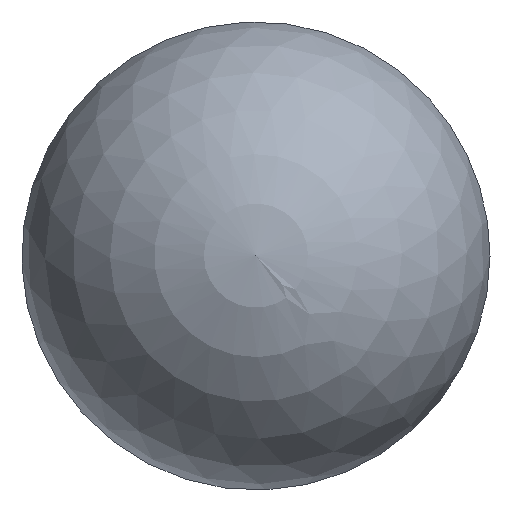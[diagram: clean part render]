
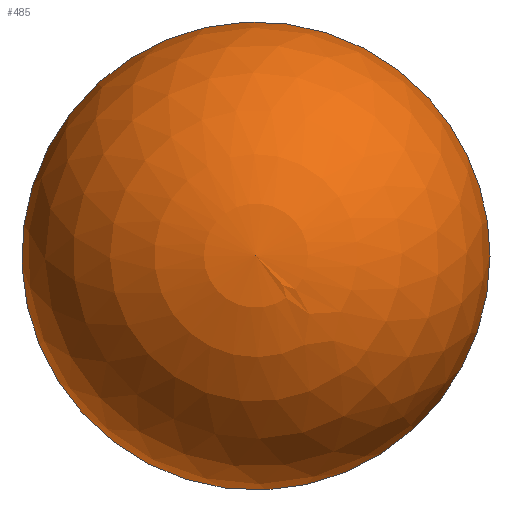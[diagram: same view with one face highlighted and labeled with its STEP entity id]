
A CAD part, top view. The second image highlights one B-rep face of the part: STEP entity #485.
In plain terms, the highlighted spherical face has radius 4.4 mm.
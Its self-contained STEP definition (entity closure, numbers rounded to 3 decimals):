
#3 = SPHERICAL_SURFACE ( 'NONE', #315, 4.4 ) ;
#16 = AXIS2_PLACEMENT_3D ( 'NONE', #363, #56, #327 ) ;
#45 = DIRECTION ( 'NONE',  ( 1., 0., 0. ) ) ;
#53 = CIRCLE ( 'NONE', #271, 4.4 ) ;
#56 = DIRECTION ( 'NONE',  ( 0., 0., -1. ) ) ;
#65 = ORIENTED_EDGE ( 'NONE', *, *, #80, .T. ) ;
#80 = EDGE_CURVE ( 'NONE', #426, #159, #53, .T. ) ;
#159 = VERTEX_POINT ( 'NONE', #274 ) ;
#166 = CARTESIAN_POINT ( 'NONE',  ( -13.756, -8.491, 5. ) ) ;
#177 = EDGE_CURVE ( 'NONE', #426, #159, #326, .T. ) ;
#202 = FACE_OUTER_BOUND ( 'NONE', #267, .T. ) ;
#267 = EDGE_LOOP ( 'NONE', ( #293, #65 ) ) ;
#271 = AXIS2_PLACEMENT_3D ( 'NONE', #360, #470, #45 ) ;
#274 = CARTESIAN_POINT ( 'NONE',  ( -7.264, -2.55, 5. ) ) ;
#293 = ORIENTED_EDGE ( 'NONE', *, *, #177, .F. ) ;
#312 = DIRECTION ( 'NONE',  ( 0., 0., -1. ) ) ;
#315 = AXIS2_PLACEMENT_3D ( 'NONE', #354, #312, #349 ) ;
#326 = CIRCLE ( 'NONE', #16, 4.4 ) ;
#327 = DIRECTION ( 'NONE',  ( 0., 1., 0. ) ) ;
#349 = DIRECTION ( 'NONE',  ( 0.675, -0.738, 0. ) ) ;
#354 = CARTESIAN_POINT ( 'NONE',  ( -10.51, -5.521, 5. ) ) ;
#360 = CARTESIAN_POINT ( 'NONE',  ( -10.51, -5.521, 5. ) ) ;
#363 = CARTESIAN_POINT ( 'NONE',  ( -10.51, -5.521, 5. ) ) ;
#426 = VERTEX_POINT ( 'NONE', #166 ) ;
#470 = DIRECTION ( 'NONE',  ( 0., 0., 1. ) ) ;
#485 = ADVANCED_FACE ( 'NONE', ( #202 ), #3, .T. ) ;
